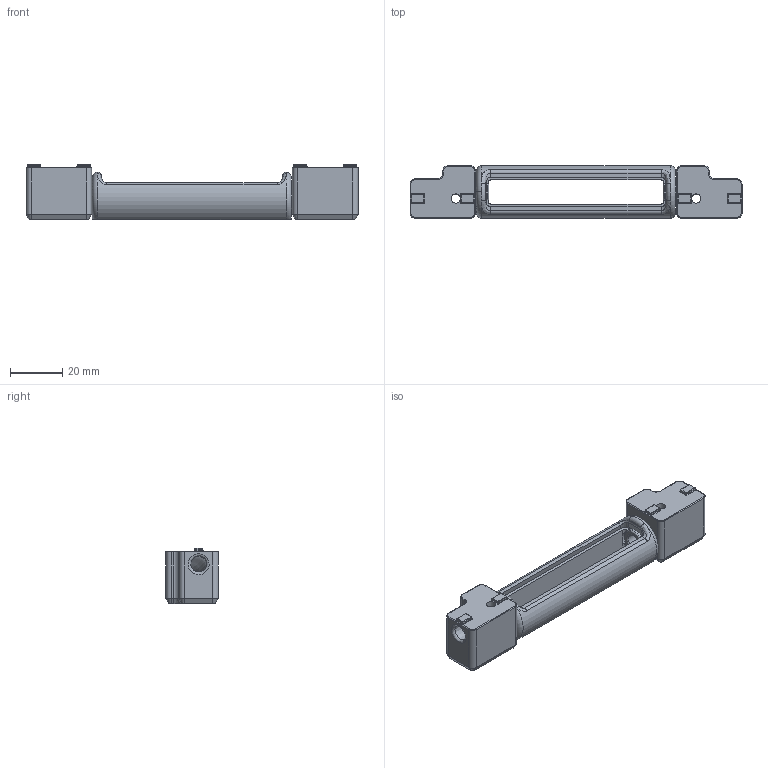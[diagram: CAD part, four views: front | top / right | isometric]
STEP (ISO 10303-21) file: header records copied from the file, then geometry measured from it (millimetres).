
FILE_DESCRIPTION(/* description */ (''),/* implementation_level */ '2;1');
FILE_NAME(/* name */ 'Bitter USB Cam.step',/* time_stamp */ '2023-10-06T19:58:24+02:00',/* author */ (''),/* organization */ (''),/* preprocessor_version */ 'ST-DEVELOPER v20',/* originating_system */ 'Autodesk Translation Framework v12.14.0.127',/* authorisation */ '');
FILE_SCHEMA (('AUTOMOTIVE_DESIGN { 1 0 10303 214 3 1 1 }'));
Length unit declared in the file: millimetre
Products named in the file (2): Bitter USB Cam; Angry_CAM_Front_Mount v1
Assembly tree (1 placements, depth 2):
  Bitter USB Cam
    Angry_CAM_Front_Mount v1
Bounding box: 126.68 x 20 x 21 mm (x, y, z)
Volume: 25447.6 mm3; surface area: 12777.9 mm2
Topology: 3 solids, 3 shells, 275 faces, 639 edges, 372 vertices
Faces by surface type: cylinder 96, plane 86, torus 43, cone 26, sphere 16, bspline 8
Full cylindrical faces by diameter (mm): 3.5 x2, 6 x4, 10 x2, 10.3 x2
Entity records: 10020 total; most frequent: CARTESIAN_POINT 3590, DIRECTION 1430, ORIENTED_EDGE 1278, EDGE_CURVE 639, AXIS2_PLACEMENT_3D 561, VERTEX_POINT 372, LINE 308, VECTOR 308
